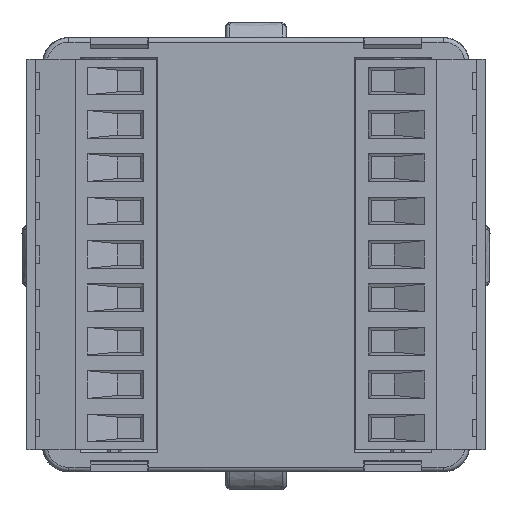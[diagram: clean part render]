
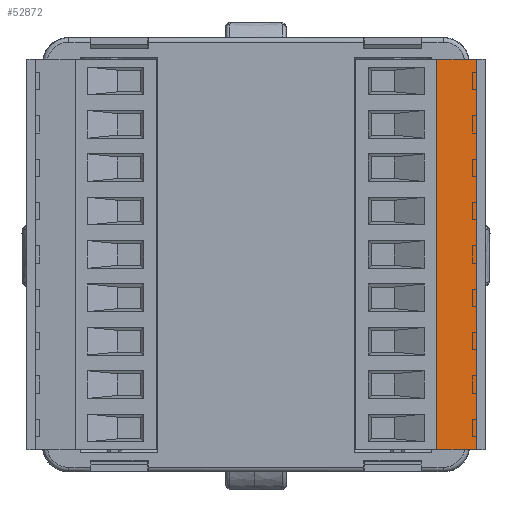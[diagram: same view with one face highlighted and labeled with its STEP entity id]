
A CAD part, top view. The second image highlights one B-rep face of the part: STEP entity #52872.
In plain terms, the highlighted planar face has unit normal (0.087, 0, 0.996).
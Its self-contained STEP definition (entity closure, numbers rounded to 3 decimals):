
#3491=LINE('',#108235,#6961);
#3492=LINE('',#108238,#6962);
#3493=LINE('',#108240,#6963);
#3494=LINE('',#108242,#6964);
#6961=VECTOR('',#61998,1000.);
#6962=VECTOR('',#61999,1000.);
#6963=VECTOR('',#62000,1000.);
#6964=VECTOR('',#62001,1000.);
#8892=PLANE('',#55116);
#19586=ORIENTED_EDGE('',*,*,#26515,.T.);
#19587=ORIENTED_EDGE('',*,*,#26516,.F.);
#19588=ORIENTED_EDGE('',*,*,#26517,.F.);
#19589=ORIENTED_EDGE('',*,*,#26518,.T.);
#26515=EDGE_CURVE('',#30632,#30633,#3491,.T.);
#26516=EDGE_CURVE('',#30634,#30633,#3492,.T.);
#26517=EDGE_CURVE('',#30635,#30634,#3493,.T.);
#26518=EDGE_CURVE('',#30635,#30632,#3494,.T.);
#30632=VERTEX_POINT('',#108236);
#30633=VERTEX_POINT('',#108237);
#30634=VERTEX_POINT('',#108239);
#30635=VERTEX_POINT('',#108241);
#34165=EDGE_LOOP('',(#19586,#19587,#19588,#19589));
#36504=FACE_BOUND('',#34165,.T.);
#52872=ADVANCED_FACE('',(#36504),#8892,.F.);
#55116=AXIS2_PLACEMENT_3D('',#108234,#61996,#61997);
#61996=DIRECTION('',(-0.087,0.,-0.996));
#61997=DIRECTION('',(0.996,0.,-0.087));
#61998=DIRECTION('',(-0.996,0.,0.087));
#61999=DIRECTION('',(0.,1.,0.));
#62000=DIRECTION('',(-0.996,0.,0.087));
#62001=DIRECTION('',(0.,1.,0.));
#108234=CARTESIAN_POINT('',(25.421,-22.498,-65.484));
#108235=CARTESIAN_POINT('',(25.421,22.498,-65.484));
#108236=CARTESIAN_POINT('',(25.421,22.498,-65.484));
#108237=CARTESIAN_POINT('',(20.821,22.498,-65.084));
#108238=CARTESIAN_POINT('',(20.821,-22.498,-65.084));
#108239=CARTESIAN_POINT('',(20.821,-22.498,-65.084));
#108240=CARTESIAN_POINT('',(25.421,-22.498,-65.484));
#108241=CARTESIAN_POINT('',(25.421,-22.498,-65.484));
#108242=CARTESIAN_POINT('',(25.421,-22.498,-65.484));
